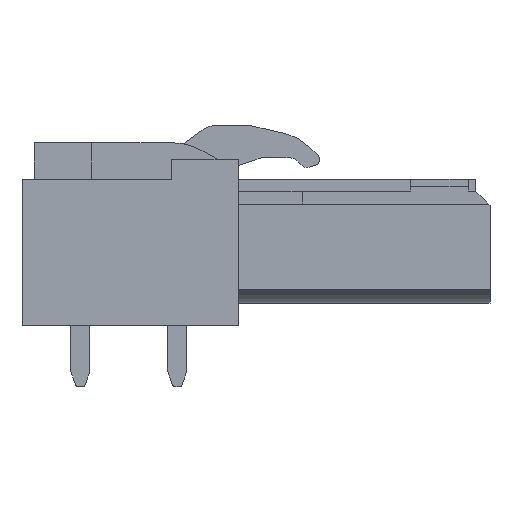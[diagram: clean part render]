
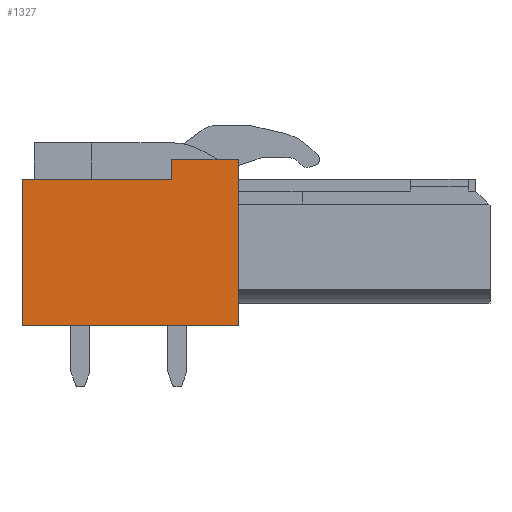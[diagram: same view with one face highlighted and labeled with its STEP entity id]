
A CAD part, left-side view. The second image highlights one B-rep face of the part: STEP entity #1327.
In plain terms, the highlighted planar face has unit normal (-1, 0, 0).
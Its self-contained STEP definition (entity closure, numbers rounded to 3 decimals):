
#1284=AXIS2_PLACEMENT_3D('Plane Axis2P3D',#1281,#1282,#1283) ;
#1259=CARTESIAN_POINT('Vertex',(0.,13.2,3.2)) ;
#1262=CARTESIAN_POINT('Line Origine',(0.,18.87,3.2)) ;
#1266=CARTESIAN_POINT('Vertex',(0.,24.54,3.2)) ;
#1281=CARTESIAN_POINT('Axis2P3D Location',(0.,24.54,12.8)) ;
#1286=CARTESIAN_POINT('Line Origine',(0.,16.7,11.42)) ;
#1290=CARTESIAN_POINT('Vertex',(0.,16.7,10.9)) ;
#1292=CARTESIAN_POINT('Vertex',(0.,16.7,11.94)) ;
#1295=CARTESIAN_POINT('Line Origine',(0.,20.62,10.9)) ;
#1299=CARTESIAN_POINT('Vertex',(0.,24.54,10.9)) ;
#1302=CARTESIAN_POINT('Line Origine',(0.,24.54,7.05)) ;
#1307=CARTESIAN_POINT('Line Origine',(0.,13.2,7.57)) ;
#1311=CARTESIAN_POINT('Vertex',(0.,13.2,11.94)) ;
#1314=CARTESIAN_POINT('Line Origine',(0.,14.95,11.94)) ;
#1263=DIRECTION('Vector Direction',(0.,-1.,0.)) ;
#1282=DIRECTION('Axis2P3D Direction',(1.,0.,0.)) ;
#1283=DIRECTION('Axis2P3D XDirection',(0.,-1.,0.)) ;
#1287=DIRECTION('Vector Direction',(0.,0.,1.)) ;
#1296=DIRECTION('Vector Direction',(0.,-1.,0.)) ;
#1303=DIRECTION('Vector Direction',(0.,0.,-1.)) ;
#1308=DIRECTION('Vector Direction',(0.,0.,-1.)) ;
#1315=DIRECTION('Vector Direction',(0.,-1.,0.)) ;
#1264=VECTOR('Line Direction',#1263,1.) ;
#1288=VECTOR('Line Direction',#1287,1.) ;
#1297=VECTOR('Line Direction',#1296,1.) ;
#1304=VECTOR('Line Direction',#1303,1.) ;
#1309=VECTOR('Line Direction',#1308,1.) ;
#1316=VECTOR('Line Direction',#1315,1.) ;
#1320=ORIENTED_EDGE('',*,*,#1294,.F.) ;
#1321=ORIENTED_EDGE('',*,*,#1301,.F.) ;
#1322=ORIENTED_EDGE('',*,*,#1306,.T.) ;
#1323=ORIENTED_EDGE('',*,*,#1268,.T.) ;
#1324=ORIENTED_EDGE('',*,*,#1313,.F.) ;
#1325=ORIENTED_EDGE('',*,*,#1318,.F.) ;
#1327=ADVANCED_FACE('HOUSING',(#1326),#1285,.F.) ;
#1268=EDGE_CURVE('',#1267,#1260,#1265,.T.) ;
#1294=EDGE_CURVE('',#1291,#1293,#1289,.T.) ;
#1301=EDGE_CURVE('',#1300,#1291,#1298,.T.) ;
#1306=EDGE_CURVE('',#1300,#1267,#1305,.T.) ;
#1313=EDGE_CURVE('',#1312,#1260,#1310,.T.) ;
#1318=EDGE_CURVE('',#1293,#1312,#1317,.T.) ;
#1319=EDGE_LOOP('',(#1320,#1321,#1322,#1323,#1324,#1325)) ;
#1326=FACE_OUTER_BOUND('',#1319,.T.) ;
#1265=LINE('Line',#1262,#1264) ;
#1289=LINE('Line',#1286,#1288) ;
#1298=LINE('Line',#1295,#1297) ;
#1305=LINE('Line',#1302,#1304) ;
#1310=LINE('Line',#1307,#1309) ;
#1317=LINE('Line',#1314,#1316) ;
#1285=PLANE('',#1284) ;
#1260=VERTEX_POINT('',#1259) ;
#1267=VERTEX_POINT('',#1266) ;
#1291=VERTEX_POINT('',#1290) ;
#1293=VERTEX_POINT('',#1292) ;
#1300=VERTEX_POINT('',#1299) ;
#1312=VERTEX_POINT('',#1311) ;
